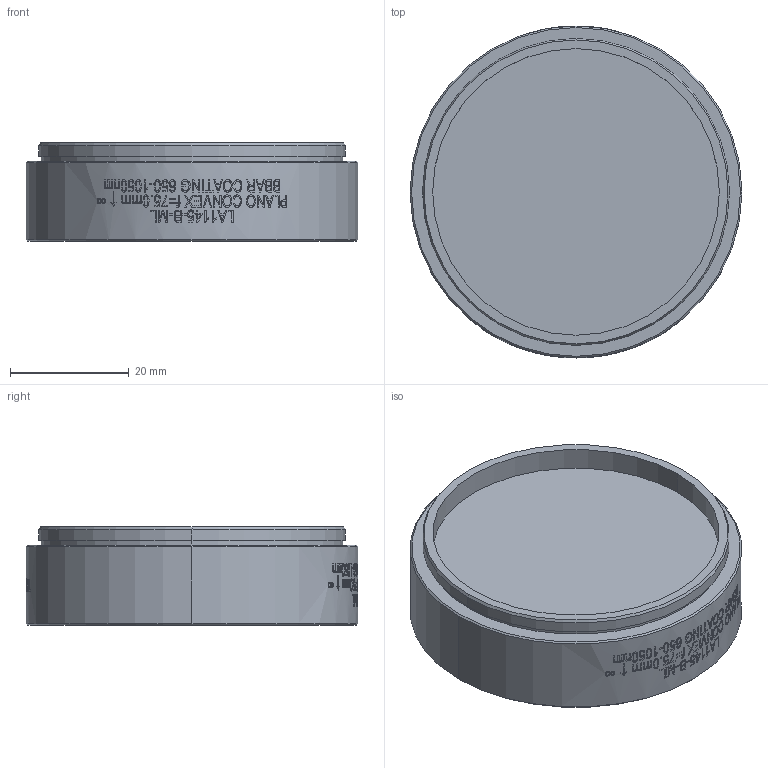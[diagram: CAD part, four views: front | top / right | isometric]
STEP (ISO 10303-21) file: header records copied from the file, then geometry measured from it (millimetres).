
FILE_DESCRIPTION (( 'STEP AP203' ), '1' );
FILE_NAME ('TTN039514-E0W.STEP', '2015-11-16T18:44:08', ( 'admin' ), ( '' ), 'SwSTEP 2.0', 'SolidWorks 2014', '' );
FILE_SCHEMA (( 'CONFIG_CONTROL_DESIGN' ));
Length unit declared in the file: inch
Products named in the file (1): TTN039514-E0W
Bounding box: 55.88 x 55.88 x 16.51 mm (x, y, z)
Volume: 22519.9 mm3; surface area: 12898.7 mm2
Topology: 3 solids, 3 shells, 144 faces, 836 edges, 791 vertices
Faces by surface type: cylinder 108, cone 18, plane 16, sphere 2
Entity records: 15520 total; most frequent: CARTESIAN_POINT 8961, ORIENTED_EDGE 1672, DIRECTION 981, EDGE_CURVE 836, VERTEX_POINT 791, B_SPLINE_CURVE_WITH_KNOTS 395, AXIS2_PLACEMENT_3D 395, CIRCLE 250
